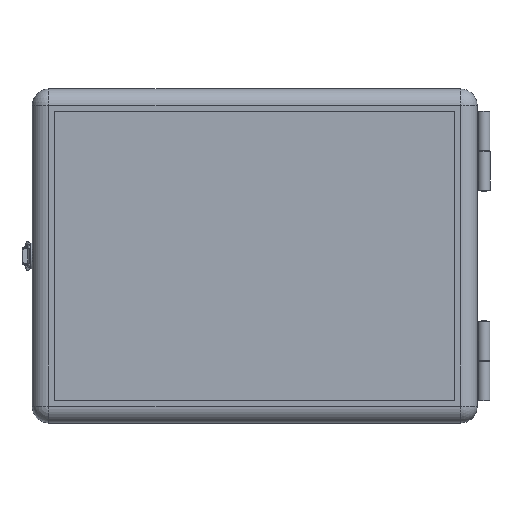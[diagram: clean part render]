
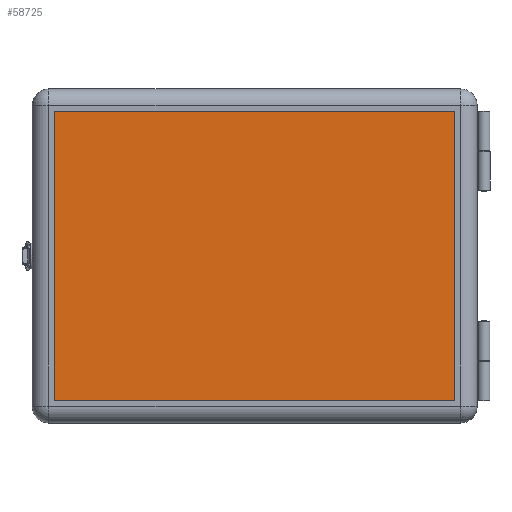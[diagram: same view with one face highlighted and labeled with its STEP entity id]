
A CAD part, top view. The second image highlights one B-rep face of the part: STEP entity #58725.
In plain terms, the highlighted face is planar.
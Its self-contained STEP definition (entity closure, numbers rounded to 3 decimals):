
#3635 = VERTEX_POINT ( 'NONE', #27305 ) ;
#3713 = VERTEX_POINT ( 'NONE', #27383 ) ;
#5342 = ORIENTED_EDGE ( 'NONE', *, *, #35572, .F. ) ;
#5346 = ORIENTED_EDGE ( 'NONE', *, *, #35558, .F. ) ;
#5349 = ORIENTED_EDGE ( 'NONE', *, *, #35576, .F. ) ;
#5353 = ORIENTED_EDGE ( 'NONE', *, *, #35566, .F. ) ;
#9506 = CARTESIAN_POINT ( 'NONE',  ( 180., 130., 0. ) ) ;
#9579 = CARTESIAN_POINT ( 'NONE',  ( 180., -130., 0. ) ) ;
#16372 = VERTEX_POINT ( 'NONE', #9506 ) ;
#16506 = VERTEX_POINT ( 'NONE', #9579 ) ;
#23056 = VECTOR ( 'NONE', #31281, 1000. ) ;
#23064 = VECTOR ( 'NONE', #31304, 1000. ) ;
#23071 = VECTOR ( 'NONE', #31323, 1000. ) ;
#23075 = VECTOR ( 'NONE', #31334, 1000. ) ;
#27305 = CARTESIAN_POINT ( 'NONE',  ( -180., 130., 0. ) ) ;
#27383 = CARTESIAN_POINT ( 'NONE',  ( -180., -130., 0. ) ) ;
#31260 = LINE ( 'NONE', #31279, #23056 ) ;
#31279 = CARTESIAN_POINT ( 'NONE',  ( -180., -133.5, 0. ) ) ;
#31281 = DIRECTION ( 'NONE',  ( 0., -1., 0. ) ) ;
#31291 = LINE ( 'NONE', #31303, #23064 ) ;
#31303 = CARTESIAN_POINT ( 'NONE',  ( 180., -133.5, 0. ) ) ;
#31304 = DIRECTION ( 'NONE',  ( 0., 1., 0. ) ) ;
#31320 = LINE ( 'NONE', #31322, #23071 ) ;
#31322 = CARTESIAN_POINT ( 'NONE',  ( -183.5, -130., 0. ) ) ;
#31323 = DIRECTION ( 'NONE',  ( 1., 0., 0. ) ) ;
#31332 = LINE ( 'NONE', #31333, #23075 ) ;
#31333 = CARTESIAN_POINT ( 'NONE',  ( -183.5, 130., 0. ) ) ;
#31334 = DIRECTION ( 'NONE',  ( -1., 0., 0. ) ) ;
#35558 = EDGE_CURVE ( 'NONE', #3635, #3713, #31260, .T. ) ;
#35566 = EDGE_CURVE ( 'NONE', #16506, #16372, #31291, .T. ) ;
#35572 = EDGE_CURVE ( 'NONE', #3713, #16506, #31320, .T. ) ;
#35576 = EDGE_CURVE ( 'NONE', #16372, #3635, #31332, .T. ) ;
#39241 = AXIS2_PLACEMENT_3D ( 'NONE', #51838, #51849, #51851 ) ;
#51838 = CARTESIAN_POINT ( 'NONE',  ( -183.5, -133.5, 0. ) ) ;
#51844 = FACE_OUTER_BOUND ( 'NONE', #58550, .T. ) ;
#51846 = PLANE ( 'NONE',  #39241 ) ;
#51849 = DIRECTION ( 'NONE',  ( 0., 0., 1. ) ) ;
#51851 = DIRECTION ( 'NONE',  ( 1., 0., 0. ) ) ;
#58550 = EDGE_LOOP ( 'NONE', ( #5342, #5346, #5349, #5353 ) ) ;
#58725 = ADVANCED_FACE ( 'NONE', ( #51844 ), #51846, .F. ) ;
